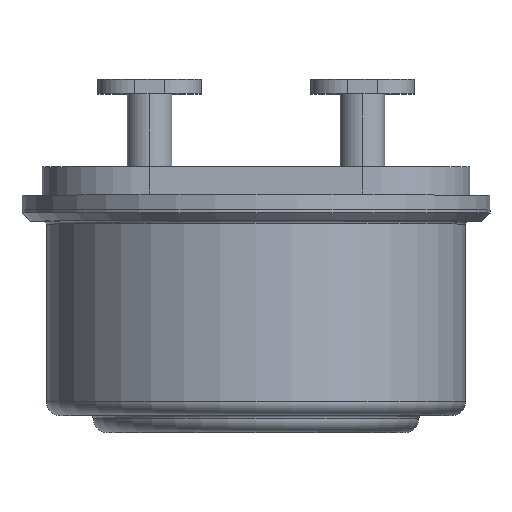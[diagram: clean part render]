
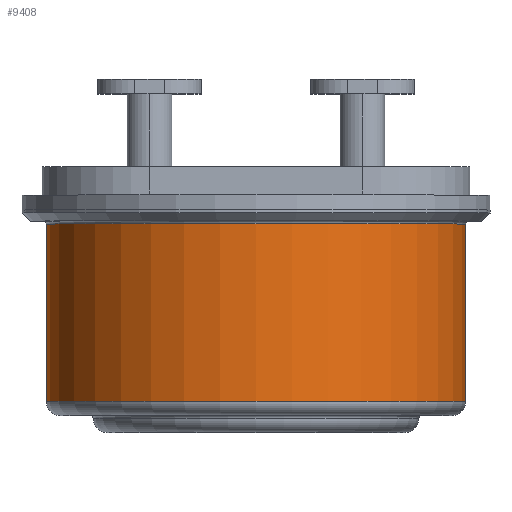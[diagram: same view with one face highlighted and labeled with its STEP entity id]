
A CAD part, top view. The second image highlights one B-rep face of the part: STEP entity #9408.
In plain terms, the highlighted cylindrical face has radius 7.201 mm (diameter 14.402 mm), a partial arc.
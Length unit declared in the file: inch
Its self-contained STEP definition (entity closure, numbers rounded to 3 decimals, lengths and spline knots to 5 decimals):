
#638 = CARTESIAN_POINT ( 'NONE',  ( 0., 0.027, 0. ) ) ;
#854 = CARTESIAN_POINT ( 'NONE',  ( -0.2835, 0.027, 0. ) ) ;
#1580 = VERTEX_POINT ( 'NONE', #2919 ) ;
#1844 = LINE ( 'NONE', #10936, #7129 ) ;
#1876 = CARTESIAN_POINT ( 'NONE',  ( 0., 1.66, 0. ) ) ;
#2037 = EDGE_CURVE ( 'NONE', #4902, #1580, #10428, .T. ) ;
#2323 = VERTEX_POINT ( 'NONE', #8443 ) ;
#2410 = DIRECTION ( 'NONE',  ( 1., 0., 0. ) ) ;
#2627 = DIRECTION ( 'NONE',  ( 0., -1., 0. ) ) ;
#2919 = CARTESIAN_POINT ( 'NONE',  ( -0.2835, 0.267, 0. ) ) ;
#3124 = ORIENTED_EDGE ( 'NONE', *, *, #7367, .T. ) ;
#3193 = CARTESIAN_POINT ( 'NONE',  ( 0.2835, 1.66, 0. ) ) ;
#3289 = CARTESIAN_POINT ( 'NONE',  ( 0., 0.267, 0. ) ) ;
#3652 = DIRECTION ( 'NONE',  ( 1., 0., 0. ) ) ;
#4276 = CYLINDRICAL_SURFACE ( 'NONE', #6953, 0.2835 ) ;
#4719 = ORIENTED_EDGE ( 'NONE', *, *, #7660, .F. ) ;
#4902 = VERTEX_POINT ( 'NONE', #6851 ) ;
#5129 = DIRECTION ( 'NONE',  ( 1., 0., 0. ) ) ;
#5921 = DIRECTION ( 'NONE',  ( 0., 1., 0. ) ) ;
#6028 = ORIENTED_EDGE ( 'NONE', *, *, #9835, .T. ) ;
#6032 = LINE ( 'NONE', #3193, #8832 ) ;
#6064 = AXIS2_PLACEMENT_3D ( 'NONE', #3289, #8643, #2410 ) ;
#6362 = CIRCLE ( 'NONE', #7900, 0.2835 ) ;
#6851 = CARTESIAN_POINT ( 'NONE',  ( 0.2835, 0.267, 0. ) ) ;
#6874 = DIRECTION ( 'NONE',  ( 0., -1., 0. ) ) ;
#6953 = AXIS2_PLACEMENT_3D ( 'NONE', #1876, #9124, #3652 ) ;
#7129 = VECTOR ( 'NONE', #2627, 39.37008 ) ;
#7169 = EDGE_LOOP ( 'NONE', ( #8986, #6028, #3124, #4719 ) ) ;
#7367 = EDGE_CURVE ( 'NONE', #9188, #2323, #6362, .T. ) ;
#7660 = EDGE_CURVE ( 'NONE', #4902, #2323, #6032, .T. ) ;
#7900 = AXIS2_PLACEMENT_3D ( 'NONE', #638, #5921, #5129 ) ;
#8443 = CARTESIAN_POINT ( 'NONE',  ( 0.2835, 0.027, 0. ) ) ;
#8643 = DIRECTION ( 'NONE',  ( 0., -1., 0. ) ) ;
#8832 = VECTOR ( 'NONE', #6874, 39.37008 ) ;
#8986 = ORIENTED_EDGE ( 'NONE', *, *, #2037, .T. ) ;
#9124 = DIRECTION ( 'NONE',  ( 0., -1., 0. ) ) ;
#9188 = VERTEX_POINT ( 'NONE', #854 ) ;
#9408 = ADVANCED_FACE ( 'NONE', ( #10552 ), #4276, .T. ) ;
#9835 = EDGE_CURVE ( 'NONE', #1580, #9188, #1844, .T. ) ;
#10428 = CIRCLE ( 'NONE', #6064, 0.2835 ) ;
#10552 = FACE_OUTER_BOUND ( 'NONE', #7169, .T. ) ;
#10936 = CARTESIAN_POINT ( 'NONE',  ( -0.2835, 1.66, 0. ) ) ;
